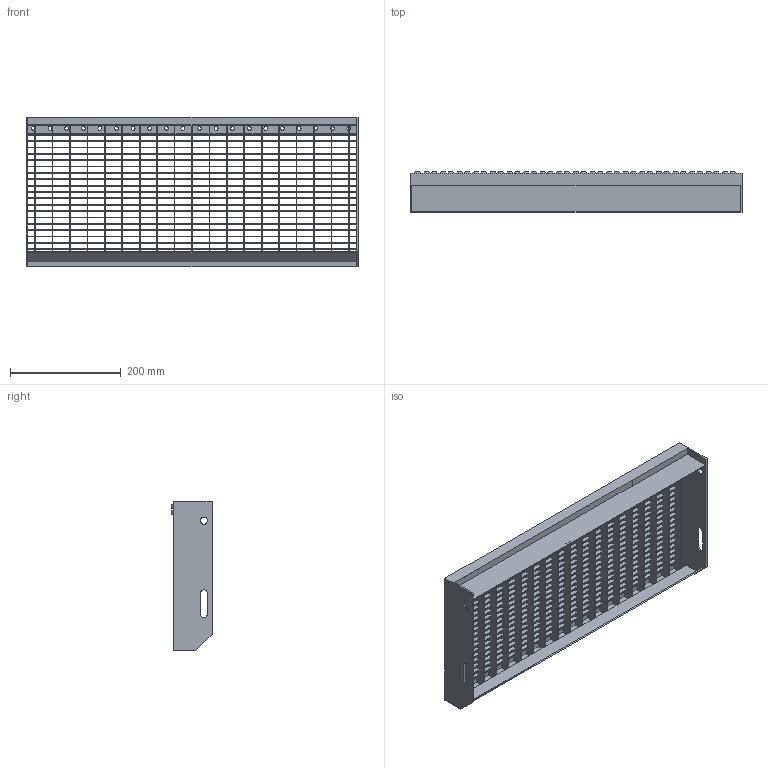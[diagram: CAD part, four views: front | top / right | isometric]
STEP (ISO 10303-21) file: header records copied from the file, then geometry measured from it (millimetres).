
FILE_DESCRIPTION (( 'STEP AP203' ), '1' );
FILE_NAME ('40.602731.7.step', '2015-10-04T07:13:22', ( '' ), ( '' ), 'SwSTEP 2.0', 'SolidWorks 2015', '' );
FILE_SCHEMA (( 'CONFIG_CONTROL_DESIGN' ));
Length unit declared in the file: millimetre
Products named in the file (1): 40.602731.7
Bounding box: 600 x 72.67 x 270 mm (x, y, z)
Volume: 633198.4 mm3; surface area: 756228.8 mm2
Topology: 31 solids, 31 shells, 741 faces, 1865 edges, 1226 vertices
Faces by surface type: plane 495, cylinder 88, bspline 80, cone 78
Entity records: 26736 total; most frequent: CARTESIAN_POINT 8897, ORIENTED_EDGE 3730, DIRECTION 3377, EDGE_CURVE 1865, VECTOR 1357, LINE 1357, VERTEX_POINT 1226, AXIS2_PLACEMENT_3D 1010
